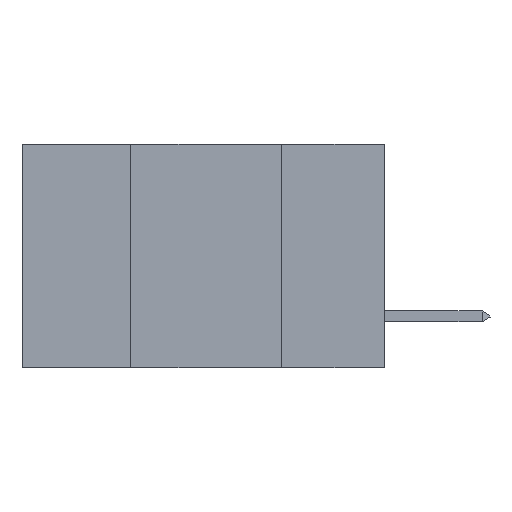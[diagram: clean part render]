
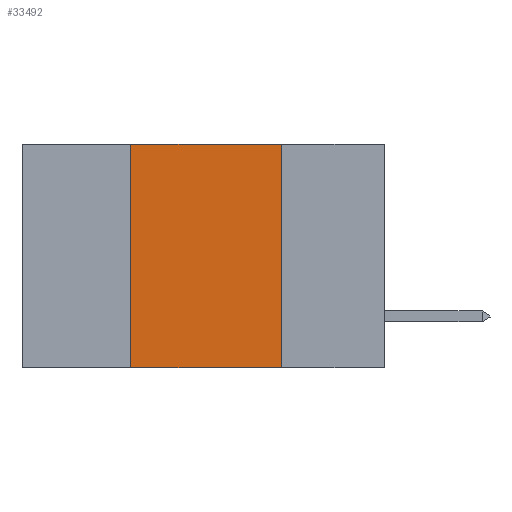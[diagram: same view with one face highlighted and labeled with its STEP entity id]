
A CAD part, left-side view. The second image highlights one B-rep face of the part: STEP entity #33492.
In plain terms, the highlighted planar face has unit normal (-1, 0, 0).
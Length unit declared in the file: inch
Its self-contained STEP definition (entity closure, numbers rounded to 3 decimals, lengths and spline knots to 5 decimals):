
#1799 = CARTESIAN_POINT ( 'NONE',  ( 0., 0.17, -0.37 ) ) ;
#1906 = EDGE_LOOP ( 'NONE', ( #27101, #34523, #11875, #12926 ) ) ;
#2695 = DIRECTION ( 'NONE',  ( 0., -1., 0. ) ) ;
#8032 = DIRECTION ( 'NONE',  ( 1., 0., 0. ) ) ;
#9613 = EDGE_CURVE ( 'NONE', #35558, #22837, #36175, .T. ) ;
#9670 = CARTESIAN_POINT ( 'NONE',  ( 0., 0.42, -0.37 ) ) ;
#10561 = LINE ( 'NONE', #19878, #35796 ) ;
#10566 = CARTESIAN_POINT ( 'NONE',  ( 0., 0.6, 0. ) ) ;
#10596 = DIRECTION ( 'NONE',  ( 0., 0., 1. ) ) ;
#11815 = DIRECTION ( 'NONE',  ( 0., 0., -1. ) ) ;
#11875 = ORIENTED_EDGE ( 'NONE', *, *, #9613, .F. ) ;
#12926 = ORIENTED_EDGE ( 'NONE', *, *, #18457, .T. ) ;
#13169 = FACE_OUTER_BOUND ( 'NONE', #1906, .T. ) ;
#13765 = CARTESIAN_POINT ( 'NONE',  ( 0., 0.42, 0. ) ) ;
#14637 = VECTOR ( 'NONE', #26356, 39.37008 ) ;
#16371 = VECTOR ( 'NONE', #10596, 39.37008 ) ;
#18457 = EDGE_CURVE ( 'NONE', #35558, #30963, #10561, .T. ) ;
#19878 = CARTESIAN_POINT ( 'NONE',  ( 0., 0.6, -0.37 ) ) ;
#20220 = CARTESIAN_POINT ( 'NONE',  ( 0., 0.17, 0. ) ) ;
#22277 = LINE ( 'NONE', #34902, #14637 ) ;
#22837 = VERTEX_POINT ( 'NONE', #33727 ) ;
#23307 = AXIS2_PLACEMENT_3D ( 'NONE', #10566, #8032, #36505 ) ;
#24050 = LINE ( 'NONE', #29534, #34859 ) ;
#25315 = PLANE ( 'NONE',  #23307 ) ;
#26356 = DIRECTION ( 'NONE',  ( 0., -1., 0. ) ) ;
#27101 = ORIENTED_EDGE ( 'NONE', *, *, #32584, .F. ) ;
#27369 = VERTEX_POINT ( 'NONE', #20220 ) ;
#29534 = CARTESIAN_POINT ( 'NONE',  ( 0., 0.17, 0. ) ) ;
#30963 = VERTEX_POINT ( 'NONE', #1799 ) ;
#31898 = EDGE_CURVE ( 'NONE', #22837, #27369, #22277, .T. ) ;
#32584 = EDGE_CURVE ( 'NONE', #27369, #30963, #24050, .T. ) ;
#33492 = ADVANCED_FACE ( 'NONE', ( #13169 ), #25315, .F. ) ;
#33727 = CARTESIAN_POINT ( 'NONE',  ( 0., 0.42, 0. ) ) ;
#34523 = ORIENTED_EDGE ( 'NONE', *, *, #31898, .F. ) ;
#34859 = VECTOR ( 'NONE', #11815, 39.37008 ) ;
#34902 = CARTESIAN_POINT ( 'NONE',  ( 0., 0.6, 0. ) ) ;
#35558 = VERTEX_POINT ( 'NONE', #9670 ) ;
#35796 = VECTOR ( 'NONE', #2695, 39.37008 ) ;
#36175 = LINE ( 'NONE', #13765, #16371 ) ;
#36505 = DIRECTION ( 'NONE',  ( 0., 0., -1. ) ) ;
